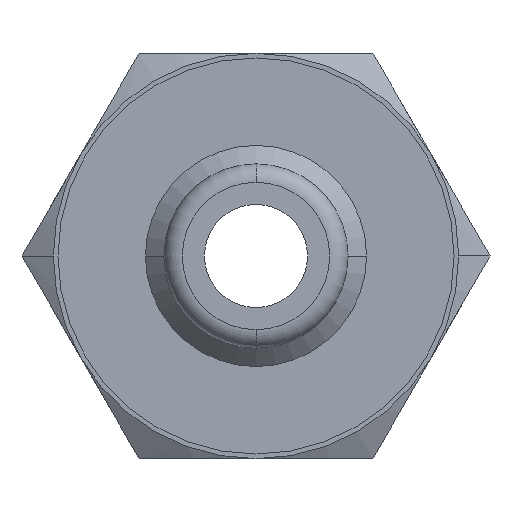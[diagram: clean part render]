
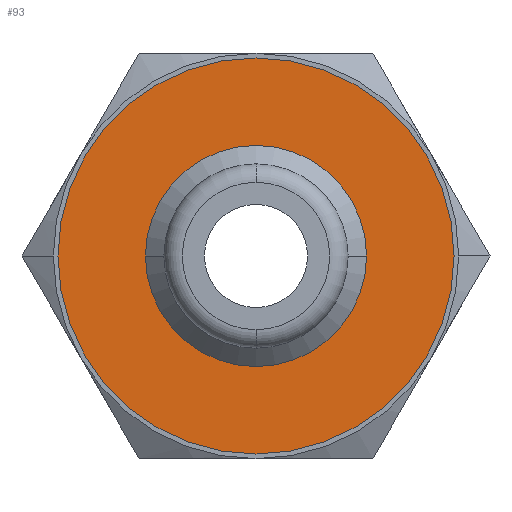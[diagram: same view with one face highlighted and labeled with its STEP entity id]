
A CAD part, front view. The second image highlights one B-rep face of the part: STEP entity #93.
In plain terms, the highlighted planar face has unit normal (0, -1, 0).
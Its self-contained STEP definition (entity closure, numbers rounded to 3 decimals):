
#93=ADVANCED_FACE('',(#221,#222),#223,.T.);
#221=FACE_OUTER_BOUND('',#386,.T.);
#222=FACE_BOUND('',#387,.T.);
#223=PLANE('',#388);
#386=EDGE_LOOP('',(#594,#595));
#387=EDGE_LOOP('',(#596,#597));
#388=AXIS2_PLACEMENT_3D('',#598,#599,#600);
#594=ORIENTED_EDGE('',*,*,#985,.T.);
#595=ORIENTED_EDGE('',*,*,#986,.T.);
#596=ORIENTED_EDGE('',*,*,#987,.F.);
#597=ORIENTED_EDGE('',*,*,#988,.F.);
#598=CARTESIAN_POINT('',(0.0,20.0,0.0));
#599=DIRECTION('',(0.0,-1.0,0.0));
#600=DIRECTION('',(-1.0,0.0,0.0));
#985=EDGE_CURVE('',#1178,#1179,#1180,.T.);
#986=EDGE_CURVE('',#1179,#1178,#1181,.T.);
#987=EDGE_CURVE('',#1182,#1183,#1184,.T.);
#988=EDGE_CURVE('',#1183,#1182,#1185,.T.);
#1178=VERTEX_POINT('',#1567);
#1179=VERTEX_POINT('',#1568);
#1180=CIRCLE('',#1569,10.75);
#1181=CIRCLE('',#1570,10.75);
#1182=VERTEX_POINT('',#1571);
#1183=VERTEX_POINT('',#1572);
#1184=CIRCLE('',#1573,6.0);
#1185=CIRCLE('',#1574,6.0);
#1567=CARTESIAN_POINT('',(10.75,20.0,0.0));
#1568=CARTESIAN_POINT('',(-10.75,20.0,0.));
#1569=AXIS2_PLACEMENT_3D('',#1883,#1884,#1885);
#1570=AXIS2_PLACEMENT_3D('',#1886,#1887,#1888);
#1571=CARTESIAN_POINT('',(-6.0,20.0,0.));
#1572=CARTESIAN_POINT('',(6.0,20.0,0.));
#1573=AXIS2_PLACEMENT_3D('',#1889,#1890,#1891);
#1574=AXIS2_PLACEMENT_3D('',#1892,#1893,#1894);
#1883=CARTESIAN_POINT('',(0.0,20.0,0.0));
#1884=DIRECTION('',(0.0,-1.0,0.0));
#1885=DIRECTION('',(1.0,0.0,0.0));
#1886=CARTESIAN_POINT('',(0.0,20.0,0.0));
#1887=DIRECTION('',(0.0,-1.0,0.0));
#1888=DIRECTION('',(1.0,0.0,0.0));
#1889=CARTESIAN_POINT('',(0.0,20.0,0.0));
#1890=DIRECTION('',(0.0,-1.0,0.0));
#1891=DIRECTION('',(1.0,0.0,0.0));
#1892=CARTESIAN_POINT('',(0.0,20.0,0.0));
#1893=DIRECTION('',(0.0,-1.0,0.0));
#1894=DIRECTION('',(1.0,0.0,0.0));
